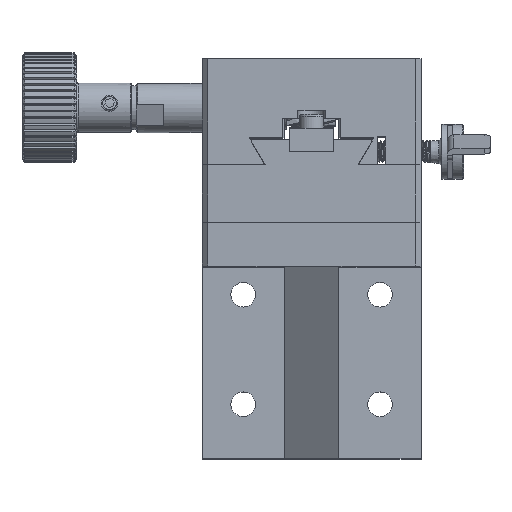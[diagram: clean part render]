
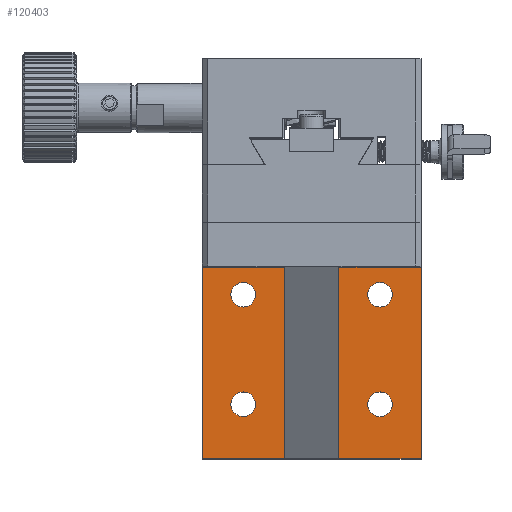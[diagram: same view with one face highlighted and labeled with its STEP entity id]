
A CAD part, top view. The second image highlights one B-rep face of the part: STEP entity #120403.
In plain terms, the highlighted planar face has unit normal (0, 0, 1).
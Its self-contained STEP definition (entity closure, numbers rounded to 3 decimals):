
#1011 = DIRECTION ( 'NONE',  ( 0., 0., -1. ) ) ;
#2068 = CIRCLE ( 'NONE', #140684, 2.25 ) ;
#2924 = EDGE_CURVE ( 'NONE', #6728, #6728, #30541, .T. ) ;
#2960 = DIRECTION ( 'NONE',  ( 0., 1., 0. ) ) ;
#5560 = EDGE_LOOP ( 'NONE', ( #51987 ) ) ;
#5954 = DIRECTION ( 'NONE',  ( 0., 1., 0. ) ) ;
#6664 = EDGE_CURVE ( 'NONE', #137756, #137756, #2068, .T. ) ;
#6728 = VERTEX_POINT ( 'NONE', #21729 ) ;
#7730 = CARTESIAN_POINT ( 'NONE',  ( 75.5, 59.935, 29.291 ) ) ;
#9080 = EDGE_LOOP ( 'NONE', ( #105707 ) ) ;
#11090 = AXIS2_PLACEMENT_3D ( 'NONE', #40226, #1011, #26893 ) ;
#11681 = FACE_BOUND ( 'NONE', #129447, .T. ) ;
#13216 = DIRECTION ( 'NONE',  ( 0., 1., 0. ) ) ;
#15501 = ORIENTED_EDGE ( 'NONE', *, *, #88098, .T. ) ;
#15580 = VERTEX_POINT ( 'NONE', #66461 ) ;
#17400 = CARTESIAN_POINT ( 'NONE',  ( 63., 84.185, 29.291 ) ) ;
#20483 = AXIS2_PLACEMENT_3D ( 'NONE', #86011, #100193, #62570 ) ;
#21729 = CARTESIAN_POINT ( 'NONE',  ( 63., 64.185, 29.291 ) ) ;
#23340 = CARTESIAN_POINT ( 'NONE',  ( 88., 61.935, 29.291 ) ) ;
#23381 = FACE_BOUND ( 'NONE', #84009, .T. ) ;
#24044 = LINE ( 'NONE', #125930, #109432 ) ;
#25271 = ORIENTED_EDGE ( 'NONE', *, *, #98593, .T. ) ;
#25682 = DIRECTION ( 'NONE',  ( 0., 0., -1. ) ) ;
#26188 = ORIENTED_EDGE ( 'NONE', *, *, #114189, .T. ) ;
#26893 = DIRECTION ( 'NONE',  ( 0., 1., 0. ) ) ;
#29000 = DIRECTION ( 'NONE',  ( 0., 1., 0. ) ) ;
#30541 = CIRCLE ( 'NONE', #78537, 2.25 ) ;
#33592 = DIRECTION ( 'NONE',  ( 0., 1., 0. ) ) ;
#35147 = AXIS2_PLACEMENT_3D ( 'NONE', #23340, #154256, #13216 ) ;
#35495 = VECTOR ( 'NONE', #76816, 1000. ) ;
#36967 = CARTESIAN_POINT ( 'NONE',  ( 87.5, 89.935, 29.291 ) ) ;
#39841 = CARTESIAN_POINT ( 'NONE',  ( 63.5, 89.935, 29.291 ) ) ;
#40226 = CARTESIAN_POINT ( 'NONE',  ( 88., 81.935, 29.291 ) ) ;
#40478 = CIRCLE ( 'NONE', #11090, 2.25 ) ;
#41095 = ORIENTED_EDGE ( 'NONE', *, *, #42877, .T. ) ;
#42037 = CARTESIAN_POINT ( 'NONE',  ( 63., 81.935, 29.291 ) ) ;
#42877 = EDGE_CURVE ( 'NONE', #116008, #116008, #148259, .T. ) ;
#43346 = VECTOR ( 'NONE', #130956, 1000. ) ;
#46800 = EDGE_CURVE ( 'NONE', #92589, #92589, #47299, .T. ) ;
#47299 = CIRCLE ( 'NONE', #146007, 2.25 ) ;
#48187 = CARTESIAN_POINT ( 'NONE',  ( 88., 64.185, 29.291 ) ) ;
#48616 = DIRECTION ( 'NONE',  ( 0., 0., -1. ) ) ;
#50908 = CARTESIAN_POINT ( 'NONE',  ( 95.5, 94.935, 29.291 ) ) ;
#51673 = CARTESIAN_POINT ( 'NONE',  ( 63.5, 92.185, 29.291 ) ) ;
#51987 = ORIENTED_EDGE ( 'NONE', *, *, #80784, .T. ) ;
#54548 = DIRECTION ( 'NONE',  ( 0., 0., -1. ) ) ;
#56947 = VERTEX_POINT ( 'NONE', #87831 ) ;
#58440 = DIRECTION ( 'NONE',  ( 0., 0., -1. ) ) ;
#58619 = DIRECTION ( 'NONE',  ( 0., 0., -1. ) ) ;
#59773 = ORIENTED_EDGE ( 'NONE', *, *, #120825, .T. ) ;
#60929 = FACE_BOUND ( 'NONE', #140779, .T. ) ;
#62570 = DIRECTION ( 'NONE',  ( 1., 0., 0. ) ) ;
#63252 = CIRCLE ( 'NONE', #156573, 2.25 ) ;
#63812 = ORIENTED_EDGE ( 'NONE', *, *, #161444, .T. ) ;
#65920 = CIRCLE ( 'NONE', #111317, 2.25 ) ;
#66461 = CARTESIAN_POINT ( 'NONE',  ( 75.5, 62.185, 29.291 ) ) ;
#67204 = CARTESIAN_POINT ( 'NONE',  ( 95.5, 94.935, 29.291 ) ) ;
#70318 = EDGE_LOOP ( 'NONE', ( #15501, #63812, #25271, #78976 ) ) ;
#75938 = FACE_BOUND ( 'NONE', #135527, .T. ) ;
#76816 = DIRECTION ( 'NONE',  ( -1., 0., 0. ) ) ;
#78537 = AXIS2_PLACEMENT_3D ( 'NONE', #158685, #96098, #5954 ) ;
#78976 = ORIENTED_EDGE ( 'NONE', *, *, #150662, .T. ) ;
#79158 = CARTESIAN_POINT ( 'NONE',  ( 55.5, 94.935, 29.291 ) ) ;
#80248 = CARTESIAN_POINT ( 'NONE',  ( 55.5, 51.935, 29.291 ) ) ;
#80784 = EDGE_CURVE ( 'NONE', #89106, #89106, #149767, .T. ) ;
#81651 = AXIS2_PLACEMENT_3D ( 'NONE', #109431, #58440, #112763 ) ;
#82392 = VERTEX_POINT ( 'NONE', #162907 ) ;
#84009 = EDGE_LOOP ( 'NONE', ( #59773 ) ) ;
#86011 = CARTESIAN_POINT ( 'NONE',  ( 95.5, 94.935, 29.291 ) ) ;
#87831 = CARTESIAN_POINT ( 'NONE',  ( 95.5, 94.935, 29.291 ) ) ;
#88098 = EDGE_CURVE ( 'NONE', #127233, #56947, #93964, .T. ) ;
#89106 = VERTEX_POINT ( 'NONE', #48187 ) ;
#91818 = LINE ( 'NONE', #50908, #35495 ) ;
#92589 = VERTEX_POINT ( 'NONE', #17400 ) ;
#93964 = LINE ( 'NONE', #67204, #105032 ) ;
#96098 = DIRECTION ( 'NONE',  ( 0., 0., -1. ) ) ;
#98593 = EDGE_CURVE ( 'NONE', #82392, #164849, #105898, .T. ) ;
#99605 = DIRECTION ( 'NONE',  ( 0., 1., 0. ) ) ;
#100193 = DIRECTION ( 'NONE',  ( 0., 0., 1. ) ) ;
#102351 = EDGE_LOOP ( 'NONE', ( #155872 ) ) ;
#105032 = VECTOR ( 'NONE', #2960, 1000. ) ;
#105707 = ORIENTED_EDGE ( 'NONE', *, *, #46800, .T. ) ;
#105898 = LINE ( 'NONE', #79158, #43346 ) ;
#106368 = ORIENTED_EDGE ( 'NONE', *, *, #6664, .T. ) ;
#108215 = CARTESIAN_POINT ( 'NONE',  ( 87.5, 92.185, 29.291 ) ) ;
#109431 = CARTESIAN_POINT ( 'NONE',  ( 75.5, 79.935, 29.291 ) ) ;
#109432 = VECTOR ( 'NONE', #110929, 1000. ) ;
#110929 = DIRECTION ( 'NONE',  ( 1., 0., 0. ) ) ;
#111057 = ORIENTED_EDGE ( 'NONE', *, *, #158352, .T. ) ;
#111317 = AXIS2_PLACEMENT_3D ( 'NONE', #7730, #58619, #33592 ) ;
#111938 = PLANE ( 'NONE',  #20483 ) ;
#112763 = DIRECTION ( 'NONE',  ( 0., 1., 0. ) ) ;
#114189 = EDGE_CURVE ( 'NONE', #15580, #15580, #65920, .T. ) ;
#116008 = VERTEX_POINT ( 'NONE', #154355 ) ;
#120403 = ADVANCED_FACE ( 'NONE', ( #126893, #163599, #123619, #151069, #126086, #60929, #23381, #75938, #11681 ), #111938, .T. ) ;
#120825 = EDGE_CURVE ( 'NONE', #148211, #148211, #63252, .T. ) ;
#123619 = FACE_BOUND ( 'NONE', #102351, .T. ) ;
#125930 = CARTESIAN_POINT ( 'NONE',  ( 95.5, 51.935, 29.291 ) ) ;
#126086 = FACE_BOUND ( 'NONE', #133801, .T. ) ;
#126183 = CARTESIAN_POINT ( 'NONE',  ( 95.5, 51.935, 29.291 ) ) ;
#126893 = FACE_OUTER_BOUND ( 'NONE', #70318, .T. ) ;
#127233 = VERTEX_POINT ( 'NONE', #126183 ) ;
#129447 = EDGE_LOOP ( 'NONE', ( #26188 ) ) ;
#130956 = DIRECTION ( 'NONE',  ( 0., -1., 0. ) ) ;
#133801 = EDGE_LOOP ( 'NONE', ( #111057 ) ) ;
#135527 = EDGE_LOOP ( 'NONE', ( #41095 ) ) ;
#137756 = VERTEX_POINT ( 'NONE', #51673 ) ;
#139010 = VERTEX_POINT ( 'NONE', #149858 ) ;
#140684 = AXIS2_PLACEMENT_3D ( 'NONE', #39841, #25682, #29000 ) ;
#140779 = EDGE_LOOP ( 'NONE', ( #106368 ) ) ;
#143072 = DIRECTION ( 'NONE',  ( 0., 1., 0. ) ) ;
#146007 = AXIS2_PLACEMENT_3D ( 'NONE', #42037, #54548, #143072 ) ;
#148211 = VERTEX_POINT ( 'NONE', #108215 ) ;
#148259 = CIRCLE ( 'NONE', #81651, 2.25 ) ;
#149767 = CIRCLE ( 'NONE', #35147, 2.25 ) ;
#149858 = CARTESIAN_POINT ( 'NONE',  ( 88., 84.185, 29.291 ) ) ;
#150662 = EDGE_CURVE ( 'NONE', #164849, #127233, #24044, .T. ) ;
#151069 = FACE_BOUND ( 'NONE', #5560, .T. ) ;
#154256 = DIRECTION ( 'NONE',  ( 0., 0., -1. ) ) ;
#154355 = CARTESIAN_POINT ( 'NONE',  ( 75.5, 82.185, 29.291 ) ) ;
#155872 = ORIENTED_EDGE ( 'NONE', *, *, #2924, .T. ) ;
#156573 = AXIS2_PLACEMENT_3D ( 'NONE', #36967, #48616, #99605 ) ;
#158352 = EDGE_CURVE ( 'NONE', #139010, #139010, #40478, .T. ) ;
#158685 = CARTESIAN_POINT ( 'NONE',  ( 63., 61.935, 29.291 ) ) ;
#161444 = EDGE_CURVE ( 'NONE', #56947, #82392, #91818, .T. ) ;
#162907 = CARTESIAN_POINT ( 'NONE',  ( 55.5, 94.935, 29.291 ) ) ;
#163599 = FACE_BOUND ( 'NONE', #9080, .T. ) ;
#164849 = VERTEX_POINT ( 'NONE', #80248 ) ;
